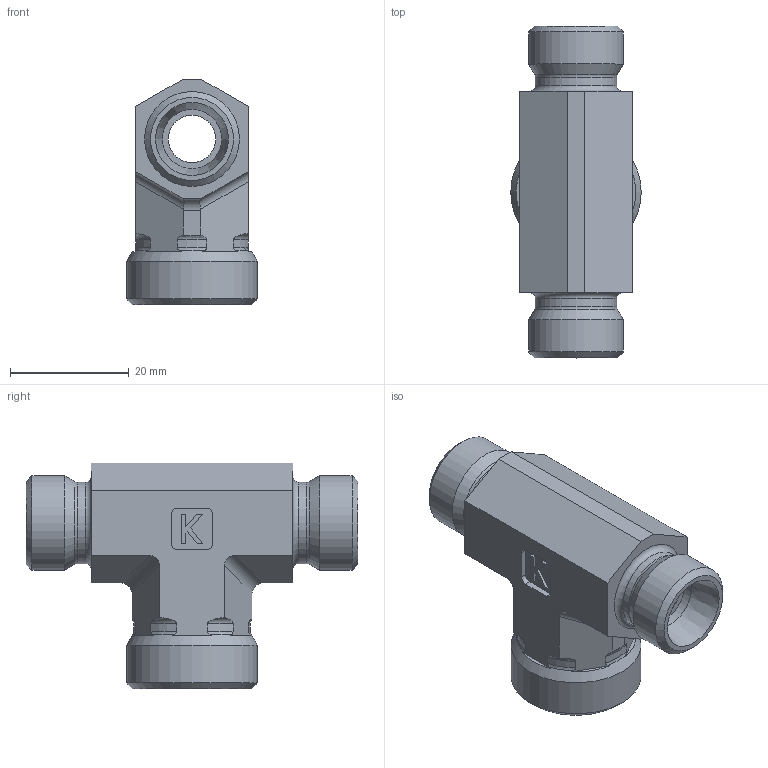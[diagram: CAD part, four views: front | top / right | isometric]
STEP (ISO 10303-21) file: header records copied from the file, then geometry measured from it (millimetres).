
FILE_DESCRIPTION((''),'2;1');
FILE_NAME('374101015.stp','2014-08-13T15:46:35',(''),('KNOMI spol. s r. o.'),'Autodesk Inventor 2012','Autodesk Inventor 2012','');
FILE_SCHEMA(('AUTOMOTIVE_DESIGN { 1 2 10303 214 0 1 1 1 }'));
Length unit declared in the file: millimetre
Products named in the file (1): TS2 10/10/15L M16/M16/M22
Bounding box: 22 x 56 x 38.1 mm (x, y, z)
Volume: 14196.4 mm3; surface area: 7503.3 mm2
Topology: 1 solids, 1 shells, 106 faces, 287 edges, 189 vertices
Faces by surface type: plane 53, cylinder 26, torus 16, cone 11
Full cylindrical faces by diameter (mm): 8 x1, 10 x2, 12 x1, 13.7 x2, 15 x1, 16 x2, 22 x1
Entity records: 3358 total; most frequent: CARTESIAN_POINT 835, DIRECTION 506, ORIENTED_EDGE 506, EDGE_CURVE 253, AXIS2_PLACEMENT_3D 190, VERTEX_POINT 179, EDGE_LOOP 140, VECTOR 126
